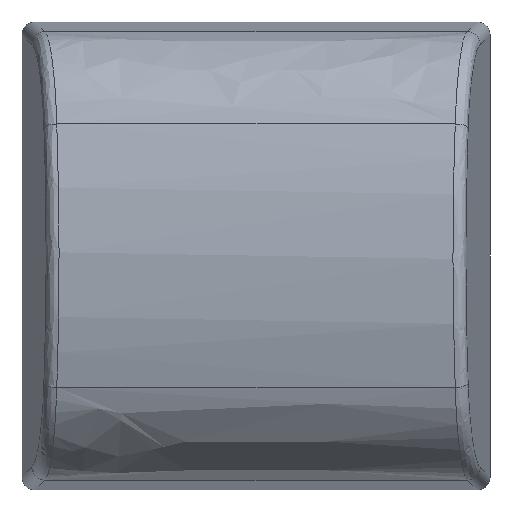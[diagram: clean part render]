
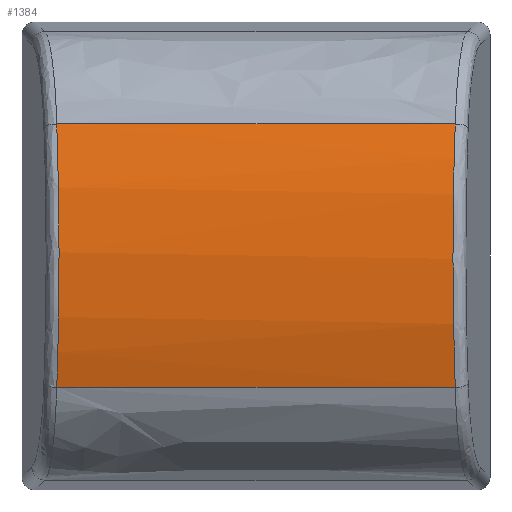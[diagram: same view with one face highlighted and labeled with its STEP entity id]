
A CAD part, top view. The second image highlights one B-rep face of the part: STEP entity #1384.
In plain terms, the highlighted cylindrical face has radius 18 mm (diameter 36 mm), a partial arc.
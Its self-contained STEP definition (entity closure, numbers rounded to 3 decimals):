
#24=ELLIPSE('',#1489,18.128,18.);
#26=ELLIPSE('',#1498,18.128,18.);
#192=FACE_OUTER_BOUND('',#272,.T.);
#272=EDGE_LOOP('',(#1231,#1232,#1233,#1234));
#395=LINE('',#3364,#515);
#397=LINE('',#3395,#517);
#515=VECTOR('',#1828,10.);
#517=VECTOR('',#1832,10.);
#676=VERTEX_POINT('',#3059);
#678=VERTEX_POINT('',#3100);
#684=VERTEX_POINT('',#3219);
#686=VERTEX_POINT('',#3260);
#861=EDGE_CURVE('',#678,#676,#24,.T.);
#875=EDGE_CURVE('',#686,#684,#26,.T.);
#883=EDGE_CURVE('',#676,#686,#395,.T.);
#885=EDGE_CURVE('',#684,#678,#397,.T.);
#1231=ORIENTED_EDGE('',*,*,#861,.F.);
#1232=ORIENTED_EDGE('',*,*,#885,.F.);
#1233=ORIENTED_EDGE('',*,*,#875,.F.);
#1234=ORIENTED_EDGE('',*,*,#883,.F.);
#1309=CYLINDRICAL_SURFACE('',#1505,18.);
#1384=ADVANCED_FACE('',(#192),#1309,.T.);
#1489=AXIS2_PLACEMENT_3D('',#3102,#1791,#1792);
#1498=AXIS2_PLACEMENT_3D('',#3262,#1813,#1814);
#1505=AXIS2_PLACEMENT_3D('',#3396,#1833,#1834);
#1791=DIRECTION('center_axis',(-0.993,0.,
0.119));
#1792=DIRECTION('ref_axis',(0.119,0.,0.993));
#1813=DIRECTION('center_axis',(0.993,0.,0.119));
#1814=DIRECTION('ref_axis',(-0.119,0.,0.993));
#1828=DIRECTION('',(1.,0.,0.));
#1832=DIRECTION('',(-1.,0.,0.));
#1833=DIRECTION('center_axis',(-1.,0.,0.));
#1834=DIRECTION('ref_axis',(0.,0.,1.));
#3059=CARTESIAN_POINT('',(25.038,37.766,7.272));
#3100=CARTESIAN_POINT('',(25.038,27.634,7.272));
#3102=CARTESIAN_POINT('Origin',(22.976,32.7,-10.));
#3219=CARTESIAN_POINT('',(40.362,27.634,7.272));
#3260=CARTESIAN_POINT('',(40.362,37.766,7.272));
#3262=CARTESIAN_POINT('Origin',(42.424,32.7,-10.));
#3364=CARTESIAN_POINT('',(41.7,37.766,7.272));
#3395=CARTESIAN_POINT('',(41.7,27.634,7.272));
#3396=CARTESIAN_POINT('Origin',(41.7,32.7,-10.));
